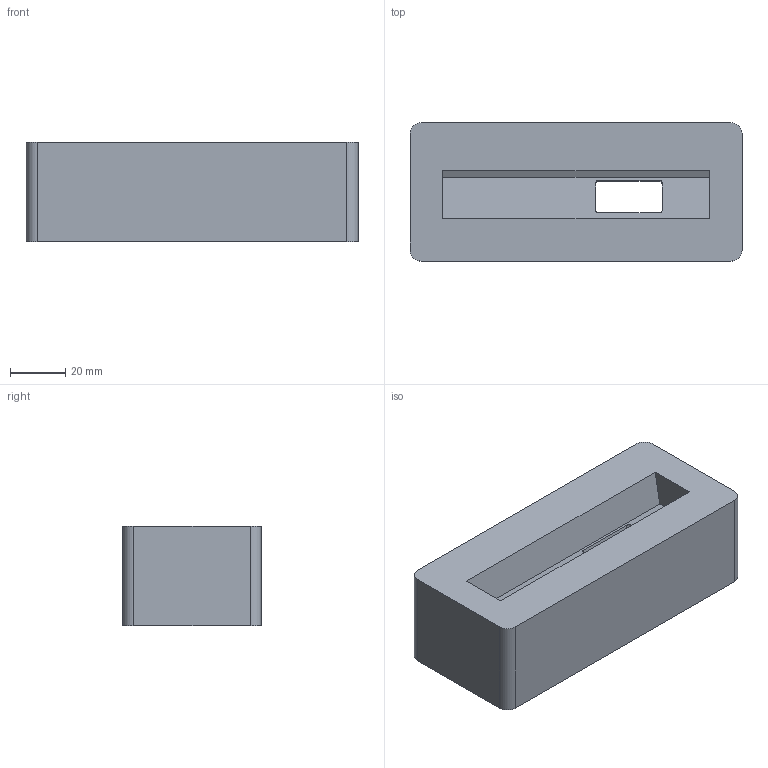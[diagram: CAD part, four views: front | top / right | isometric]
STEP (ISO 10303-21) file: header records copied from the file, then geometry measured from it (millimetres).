
FILE_DESCRIPTION(/* description */ ('Alibre Inc.'),/* implementation_level */ '2;1');
FILE_NAME(/* name */ 'export0',/* time_stamp */ '2020-11-08T17:23:16+01:00',/* author */ (''),/* organization */ (''),/* preprocessor_version */ 'ST-DEVELOPER v14',/* originating_system */ 'Alibre',/* authorisation */ '');
FILE_SCHEMA (('CONFIG_CONTROL_DESIGN'));
Length unit declared in the file: centimetre
Products named in the file (1): ID_1
Bounding box: 120 x 50 x 36 mm (x, y, z)
Volume: 89069.4 mm3; surface area: 33085.4 mm2
Topology: 1 solids, 1 shells, 92 faces, 240 edges, 160 vertices
Faces by surface type: plane 76, cylinder 16
Entity records: 2773 total; most frequent: CARTESIAN_POINT 483, ORIENTED_EDGE 480, DIRECTION 371, EDGE_CURVE 240, VECTOR 202, LINE 202, VERTEX_POINT 160, AXIS2_PLACEMENT_3D 121
